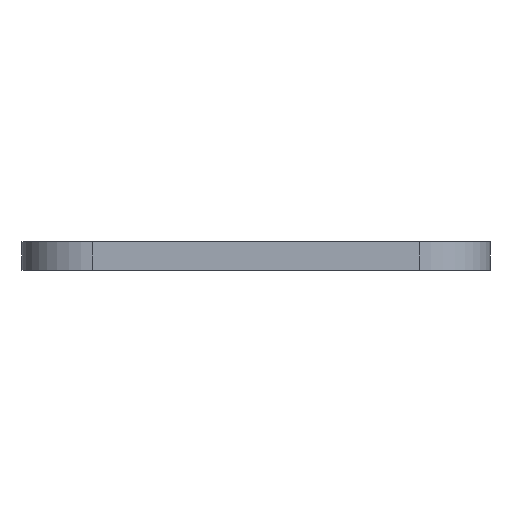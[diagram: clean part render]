
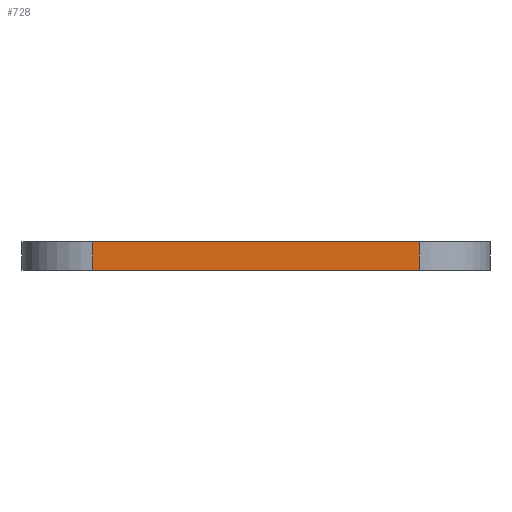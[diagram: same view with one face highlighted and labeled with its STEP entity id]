
A CAD part, front view. The second image highlights one B-rep face of the part: STEP entity #728.
In plain terms, the highlighted planar face has unit normal (0, -1, 0).
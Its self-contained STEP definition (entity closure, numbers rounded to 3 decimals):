
#57=PLANE('',#824);
#92=FACE_OUTER_BOUND('',#141,.T.);
#141=EDGE_LOOP('',(#635,#636,#637,#638));
#173=LINE('',#1103,#226);
#178=LINE('',#1115,#231);
#184=LINE('',#1164,#237);
#209=LINE('',#1248,#262);
#226=VECTOR('',#883,10.);
#231=VECTOR('',#894,10.);
#237=VECTOR('',#940,10.);
#262=VECTOR('',#1043,10.);
#326=VERTEX_POINT('',#1100);
#327=VERTEX_POINT('',#1102);
#331=VERTEX_POINT('',#1114);
#353=VERTEX_POINT('',#1160);
#400=EDGE_CURVE('',#326,#327,#173,.T.);
#406=EDGE_CURVE('',#331,#327,#178,.T.);
#431=EDGE_CURVE('',#331,#353,#184,.T.);
#473=EDGE_CURVE('',#353,#326,#209,.T.);
#635=ORIENTED_EDGE('',*,*,#400,.F.);
#636=ORIENTED_EDGE('',*,*,#473,.F.);
#637=ORIENTED_EDGE('',*,*,#431,.F.);
#638=ORIENTED_EDGE('',*,*,#406,.T.);
#728=ADVANCED_FACE('',(#92),#57,.T.);
#824=AXIS2_PLACEMENT_3D('',#1247,#1041,#1042);
#883=DIRECTION('',(0.,0.,-1.));
#894=DIRECTION('',(1.,0.,0.));
#940=DIRECTION('',(0.,0.,1.));
#1041=DIRECTION('center_axis',(0.,-1.,0.));
#1042=DIRECTION('ref_axis',(1.,0.,0.));
#1043=DIRECTION('',(1.,0.,0.));
#1100=CARTESIAN_POINT('',(56.,0.,4.));
#1102=CARTESIAN_POINT('',(56.,0.,0.));
#1103=CARTESIAN_POINT('',(56.,0.,0.));
#1114=CARTESIAN_POINT('',(10.,0.,0.));
#1115=CARTESIAN_POINT('',(0.,0.,0.));
#1160=CARTESIAN_POINT('',(10.,0.,4.));
#1164=CARTESIAN_POINT('',(10.,0.,0.));
#1247=CARTESIAN_POINT('Origin',(0.,0.,0.));
#1248=CARTESIAN_POINT('',(0.,0.,4.));
